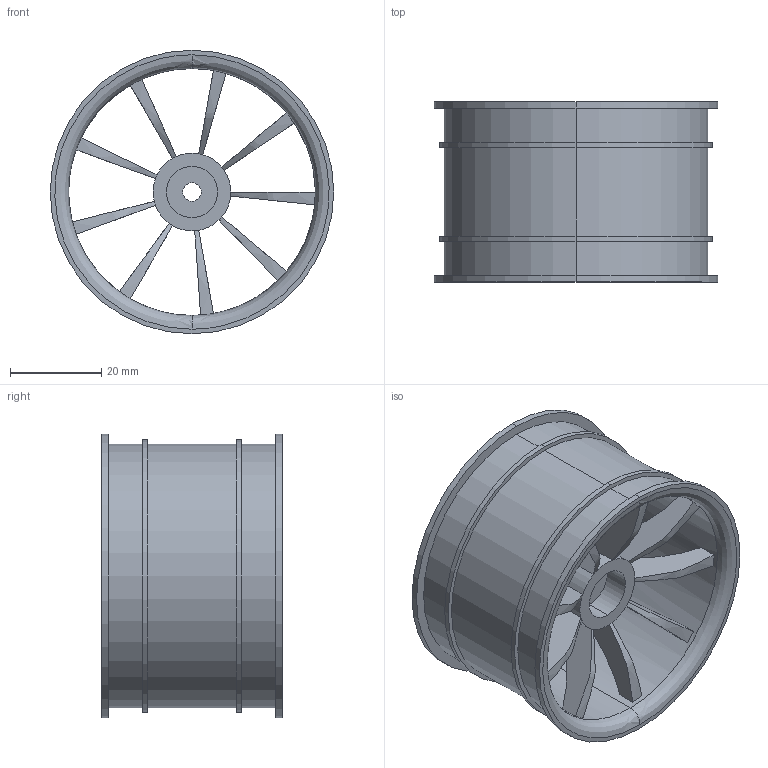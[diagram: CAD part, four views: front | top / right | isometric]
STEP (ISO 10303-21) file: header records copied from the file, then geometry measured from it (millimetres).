
FILE_DESCRIPTION (( 'STEP AP214' ), '1' );
FILE_NAME ('roue_AR_buggy_V02.STEP', '2020-12-16T15:15:06', ( '' ), ( '' ), 'SwSTEP 2.0', 'SolidWorks 2019', '' );
FILE_SCHEMA (( 'AUTOMOTIVE_DESIGN' ));
Length unit declared in the file: millimetre
Products named in the file (1): roue_AR_buggy_V02
Bounding box: 62 x 39.4 x 62 mm (x, y, z)
Volume: 17233.8 mm3; surface area: 20990.7 mm2
Topology: 1 solids, 1 shells, 109 faces, 277 edges, 159 vertices
Faces by surface type: cylinder 39, plane 36, bspline 13, cone 12, torus 9
Entity records: 4875 total; most frequent: CARTESIAN_POINT 2269, DIRECTION 532, ORIENTED_EDGE 530, EDGE_CURVE 265, AXIS2_PLACEMENT_3D 218, VERTEX_POINT 159, EDGE_LOOP 130, CIRCLE 121
